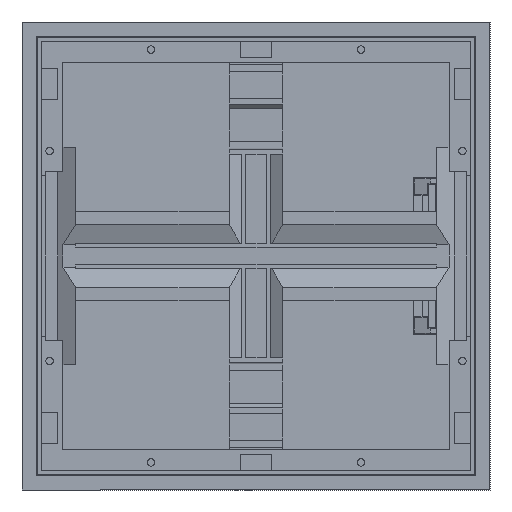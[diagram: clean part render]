
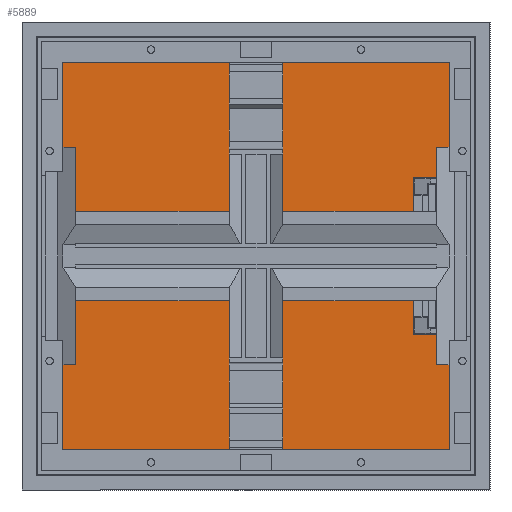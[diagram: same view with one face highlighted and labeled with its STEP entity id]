
A CAD part, front view. The second image highlights one B-rep face of the part: STEP entity #5889.
In plain terms, the highlighted planar face has unit normal (0, -1, 0).
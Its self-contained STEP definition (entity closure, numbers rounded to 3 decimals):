
#42 = CARTESIAN_POINT ( 'NONE',  ( -52.5, -11., 139.632 ) ) ;
#366 = EDGE_CURVE ( 'NONE', #10783, #9351, #1196, .T. ) ;
#509 = LINE ( 'NONE', #10220, #13302 ) ;
#795 = ORIENTED_EDGE ( 'NONE', *, *, #3585, .T. ) ;
#1192 = LINE ( 'NONE', #6183, #1620 ) ;
#1196 = LINE ( 'NONE', #4964, #2793 ) ;
#1359 = CARTESIAN_POINT ( 'NONE',  ( -52.5, -11., 105.5 ) ) ;
#1493 = LINE ( 'NONE', #10102, #13312 ) ;
#1527 = DIRECTION ( 'NONE',  ( 1., 0., 0. ) ) ;
#1620 = VECTOR ( 'NONE', #5207, 1000. ) ;
#1634 = LINE ( 'NONE', #13961, #10349 ) ;
#1636 = ORIENTED_EDGE ( 'NONE', *, *, #366, .T. ) ;
#1637 = VERTEX_POINT ( 'NONE', #11217 ) ;
#1947 = LINE ( 'NONE', #14281, #12956 ) ;
#2032 = VERTEX_POINT ( 'NONE', #42 ) ;
#2320 = ORIENTED_EDGE ( 'NONE', *, *, #4566, .F. ) ;
#2346 = DIRECTION ( 'NONE',  ( 0., 0., -1. ) ) ;
#2793 = VECTOR ( 'NONE', #2346, 1000. ) ;
#3261 = EDGE_LOOP ( 'NONE', ( #14988, #14808, #15529, #1636, #795, #14901, #11726, #2320 ) ) ;
#3313 = VERTEX_POINT ( 'NONE', #6457 ) ;
#3585 = EDGE_CURVE ( 'NONE', #9351, #5340, #509, .T. ) ;
#4258 = DIRECTION ( 'NONE',  ( 0., 0., 1. ) ) ;
#4566 = EDGE_CURVE ( 'NONE', #9921, #8573, #1947, .T. ) ;
#4570 = EDGE_CURVE ( 'NONE', #2032, #10783, #4575, .T. ) ;
#4575 = LINE ( 'NONE', #15764, #12157 ) ;
#4964 = CARTESIAN_POINT ( 'NONE',  ( -139.632, -11., -140.326 ) ) ;
#5047 = CARTESIAN_POINT ( 'NONE',  ( -139.632, -11., -139.632 ) ) ;
#5207 = DIRECTION ( 'NONE',  ( -1., 0., 0. ) ) ;
#5340 = VERTEX_POINT ( 'NONE', #13415 ) ;
#5632 = DIRECTION ( 'NONE',  ( -1., 0., 0. ) ) ;
#5635 = FACE_OUTER_BOUND ( 'NONE', #3261, .T. ) ;
#5739 = EDGE_CURVE ( 'NONE', #2032, #3313, #1634, .T. ) ;
#5889 = ADVANCED_FACE ( 'NONE', ( #5635 ), #11889, .F. ) ;
#6183 = CARTESIAN_POINT ( 'NONE',  ( -140.326, -11., 139.632 ) ) ;
#6457 = CARTESIAN_POINT ( 'NONE',  ( -52.5, -11., 105.5 ) ) ;
#7999 = EDGE_CURVE ( 'NONE', #5340, #1637, #1493, .T. ) ;
#8174 = CARTESIAN_POINT ( 'NONE',  ( -143.25, -11., 143.25 ) ) ;
#8573 = VERTEX_POINT ( 'NONE', #11367 ) ;
#9351 = VERTEX_POINT ( 'NONE', #5047 ) ;
#9369 = EDGE_CURVE ( 'NONE', #3313, #9921, #10049, .T. ) ;
#9617 = CARTESIAN_POINT ( 'NONE',  ( 52.5, -11., 105.5 ) ) ;
#9921 = VERTEX_POINT ( 'NONE', #9617 ) ;
#10049 = LINE ( 'NONE', #1359, #12500 ) ;
#10102 = CARTESIAN_POINT ( 'NONE',  ( 139.632, -11., 140.326 ) ) ;
#10220 = CARTESIAN_POINT ( 'NONE',  ( 140.326, -11., -139.632 ) ) ;
#10246 = DIRECTION ( 'NONE',  ( 0., 0., -1. ) ) ;
#10349 = VECTOR ( 'NONE', #10246, 1000. ) ;
#10358 = AXIS2_PLACEMENT_3D ( 'NONE', #8174, #10570, #4258 ) ;
#10570 = DIRECTION ( 'NONE',  ( 0., 1., 0. ) ) ;
#10783 = VERTEX_POINT ( 'NONE', #11036 ) ;
#11036 = CARTESIAN_POINT ( 'NONE',  ( -139.632, -11., 139.632 ) ) ;
#11217 = CARTESIAN_POINT ( 'NONE',  ( 139.632, -11., 139.632 ) ) ;
#11367 = CARTESIAN_POINT ( 'NONE',  ( 52.5, -11., 139.632 ) ) ;
#11726 = ORIENTED_EDGE ( 'NONE', *, *, #13459, .T. ) ;
#11889 = PLANE ( 'NONE',  #10358 ) ;
#12157 = VECTOR ( 'NONE', #5632, 1000. ) ;
#12500 = VECTOR ( 'NONE', #13856, 1000. ) ;
#12956 = VECTOR ( 'NONE', #13209, 1000. ) ;
#13209 = DIRECTION ( 'NONE',  ( 0., 0., 1. ) ) ;
#13302 = VECTOR ( 'NONE', #1527, 1000. ) ;
#13312 = VECTOR ( 'NONE', #15140, 1000. ) ;
#13415 = CARTESIAN_POINT ( 'NONE',  ( 139.632, -11., -139.632 ) ) ;
#13459 = EDGE_CURVE ( 'NONE', #1637, #8573, #1192, .T. ) ;
#13856 = DIRECTION ( 'NONE',  ( 1., 0., 0. ) ) ;
#13961 = CARTESIAN_POINT ( 'NONE',  ( -52.5, -11., 143.25 ) ) ;
#14281 = CARTESIAN_POINT ( 'NONE',  ( 52.5, -11., 143.25 ) ) ;
#14808 = ORIENTED_EDGE ( 'NONE', *, *, #5739, .F. ) ;
#14901 = ORIENTED_EDGE ( 'NONE', *, *, #7999, .T. ) ;
#14988 = ORIENTED_EDGE ( 'NONE', *, *, #9369, .F. ) ;
#15140 = DIRECTION ( 'NONE',  ( 0., 0., 1. ) ) ;
#15529 = ORIENTED_EDGE ( 'NONE', *, *, #4570, .T. ) ;
#15764 = CARTESIAN_POINT ( 'NONE',  ( -140.326, -11., 139.632 ) ) ;
